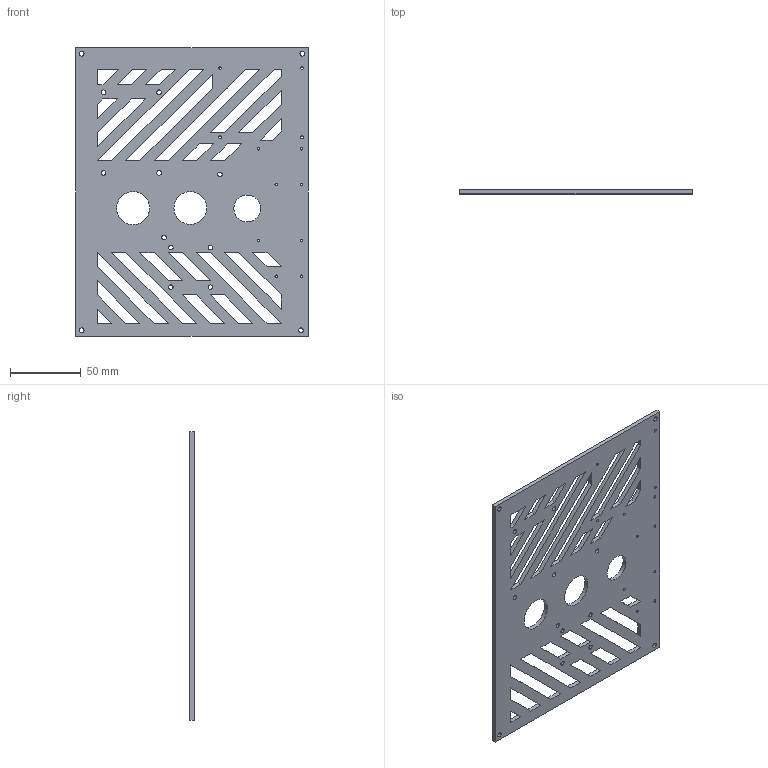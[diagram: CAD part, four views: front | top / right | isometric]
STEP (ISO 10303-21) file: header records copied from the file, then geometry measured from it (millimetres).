
FILE_DESCRIPTION(/* description */ (''),/* implementation_level */ '2;1');
FILE_NAME(/* name */ '81b6f986-024c-4c59-a015-591fe48493d0.stp',/* time_stamp */ '2019-05-17T14:20:36+00:00',/* author */ (''),/* organization */ (''),/* preprocessor_version */ 'ST-DEVELOPER v18',/* originating_system */ 'Autodesk Translation Framework v8.2.0.1029',/* authorisation */ '');
FILE_SCHEMA (('AUTOMOTIVE_DESIGN { 1 0 10303 214 3 1 1 }'));
Length unit declared in the file: millimetre
Products named in the file (1): MainElPlaPlate
Bounding box: 164.58 x 3 x 204.17 mm (x, y, z)
Volume: 77186.4 mm3; surface area: 61945.1 mm2
Topology: 1 solids, 1 shells, 134 faces, 396 edges, 264 vertices
Faces by surface type: plane 105, cylinder 29
Full cylindrical faces by diameter (mm): 1.9 x12, 3.2 x4, 3.3 x10, 19 x1, 23.3 x2
Entity records: 4672 total; most frequent: CARTESIAN_POINT 795, ORIENTED_EDGE 792, DIRECTION 724, EDGE_CURVE 396, LINE 338, VECTOR 338, VERTEX_POINT 264, EDGE_LOOP 240
